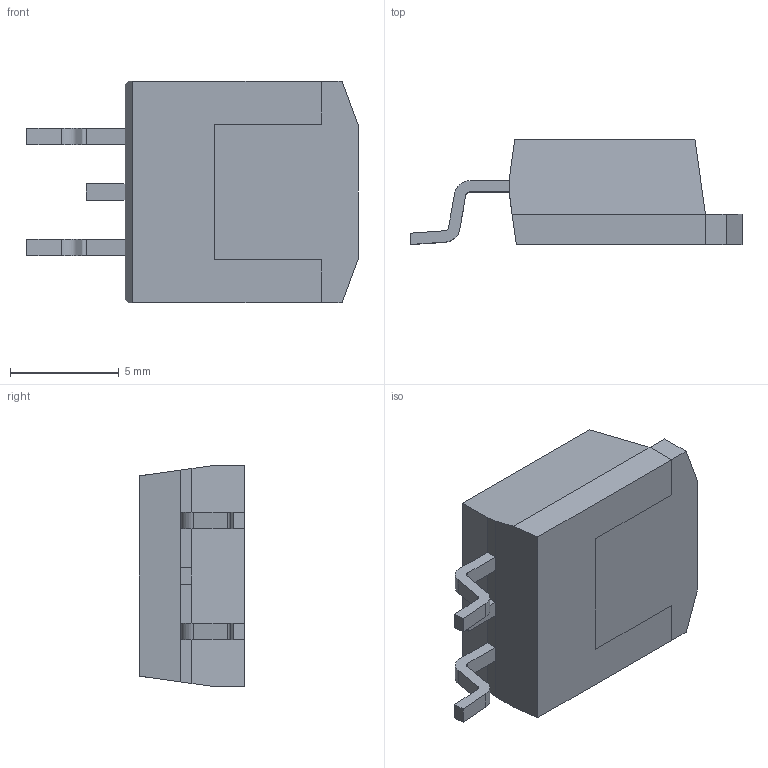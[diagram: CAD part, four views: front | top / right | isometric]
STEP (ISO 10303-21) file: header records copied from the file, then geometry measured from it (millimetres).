
FILE_DESCRIPTION (( 'STEP AP214' ), '1' );
FILE_NAME ('418AJ.STEP', '2024-04-17T10:48:06', ( 'LENOVO' ), ( '' ), 'SwSTEP 2.0', 'SolidWorks 2021', '' );
FILE_SCHEMA (( 'AUTOMOTIVE_DESIGN' ));
Length unit declared in the file: millimetre
Products named in the file (2): 418AJ; 418AJ_418AJ
Assembly tree (1 placements, depth 2):
  418AJ
    418AJ_418AJ
Bounding box: 15.24 x 4.83 x 10.16 mm (x, y, z)
Volume: 440.3 mm3; surface area: 534 mm2
Topology: 5 solids, 5 shells, 62 faces, 152 edges, 100 vertices
Faces by surface type: plane 54, cylinder 8
Entity records: 1902 total; most frequent: CARTESIAN_POINT 318, ORIENTED_EDGE 304, DIRECTION 300, EDGE_CURVE 152, LINE 136, VECTOR 136, VERTEX_POINT 100, AXIS2_PLACEMENT_3D 82
